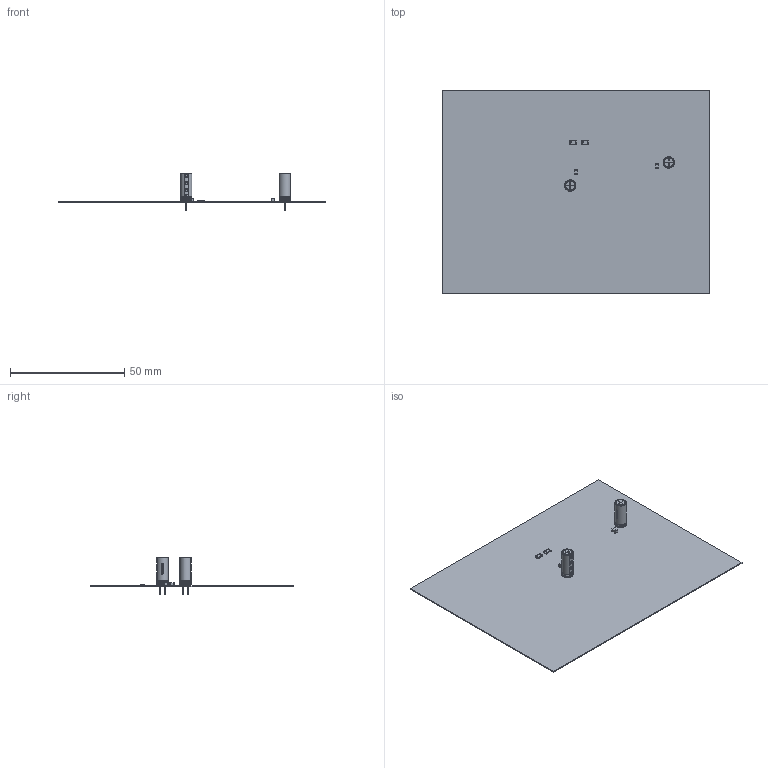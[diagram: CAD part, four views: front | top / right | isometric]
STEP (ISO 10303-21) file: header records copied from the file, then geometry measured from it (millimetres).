
FILE_DESCRIPTION(('Open CASCADE Model'),'2;1');
FILE_NAME('Open CASCADE Shape Model','2023-04-19T19:49:00',('Author'),( 'Open CASCADE'),'Open CASCADE STEP processor 7.5','Open CASCADE 7.5' ,'Unknown');
FILE_SCHEMA(('AUTOMOTIVE_DESIGN { 1 0 10303 214 1 1 1 1 }'));
Length unit declared in the file: millimetre
Products named in the file (26): PCB; Board; Open CASCADE STEP translator 7.5 2.1.1; R2; Res_Vishay_CRCW1206619RFKEB_eec; terminals; body; top; logo; R1; C4; Cap_Panasonic_EEUFM1V330B_eec; marking; bottom; polarity marking; terminal; C3; 6081758624; Extruded; 6081758384; C2; C1
Assembly tree (31 placements, depth 4):
  PCB
    Board
      Open CASCADE STEP translator 7.5 2.1.1
    R2
      Res_Vishay_CRCW1206619RFKEB_eec
        terminals
        body
        top
        logo
    R1
      Res_Vishay_CRCW1206619RFKEB_eec
        terminals
        body
        top
        logo
    C4
      Cap_Panasonic_EEUFM1V330B_eec
        body
        marking
        bottom
        logo
        polarity marking
        top
        terminal
    C3
      6081758624  x2
        Extruded
      6081758384
        Extruded
    C2
      6081758624  x2
        Extruded
      6081758384
        Extruded
    C1
      Cap_Panasonic_EEUFM1V330B_eec
        body
        marking
        bottom
        logo
        polarity marking
        top
        terminal
Bounding box: 116.84 x 88.9 x 16.5 mm (x, y, z)
Volume: 4754.3 mm3; surface area: 22026.5 mm2
Topology: 79 solids, 79 shells, 1200 faces, 3072 edges, 2018 vertices
Faces by surface type: plane 548, bspline 420, cylinder 160, torus 64, sphere 8
Full cylindrical faces by diameter (mm): 0.5 x4, 4 x4
Entity records: 24074 total; most frequent: CARTESIAN_POINT 9996, ORIENTED_EDGE 3060, DIRECTION 2229, EDGE_CURVE 1530, VERTEX_POINT 1005, LINE 781, VECTOR 781, AXIS2_PLACEMENT_3D 724
